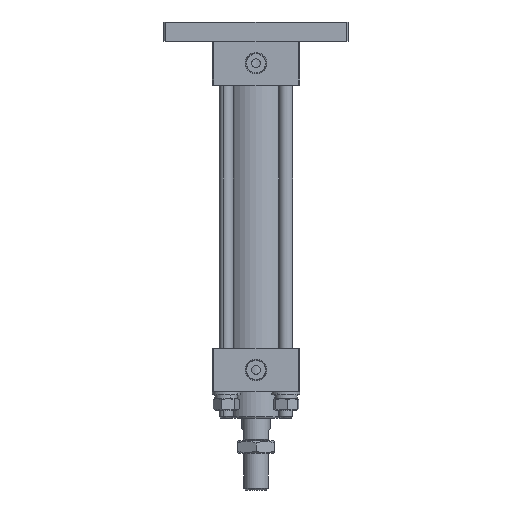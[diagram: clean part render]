
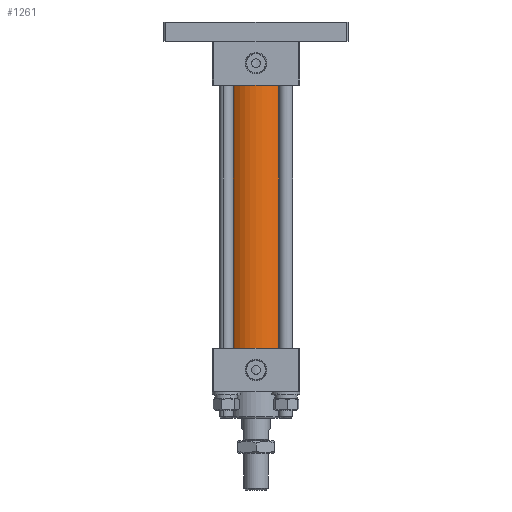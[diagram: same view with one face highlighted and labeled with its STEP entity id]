
A CAD part, front view. The second image highlights one B-rep face of the part: STEP entity #1261.
In plain terms, the highlighted cylindrical face has radius 18.5 mm (diameter 37 mm), a partial arc.
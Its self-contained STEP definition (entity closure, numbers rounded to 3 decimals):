
#293 = EDGE_CURVE ( 'NONE', #1034, #1039, #2399, .T. ) ;
#295 = EDGE_CURVE ( 'NONE', #1050, #1026, #2408, .T. ) ;
#297 = EDGE_CURVE ( 'NONE', #1050, #1034, #2411, .T. ) ;
#299 = EDGE_CURVE ( 'NONE', #1026, #1039, #2413, .T. ) ;
#884 = EDGE_LOOP ( 'NONE', ( #1616, #1617, #1618, #1619 ) ) ;
#1026 = VERTEX_POINT ( 'NONE', #5854 ) ;
#1034 = VERTEX_POINT ( 'NONE', #5862 ) ;
#1039 = VERTEX_POINT ( 'NONE', #5867 ) ;
#1050 = VERTEX_POINT ( 'NONE', #5878 ) ;
#1261 = ADVANCED_FACE ( 'NONE', ( #5493 ), #5497, .T. ) ;
#1616 = ORIENTED_EDGE ( 'NONE', *, *, #293, .F. ) ;
#1617 = ORIENTED_EDGE ( 'NONE', *, *, #297, .F. ) ;
#1618 = ORIENTED_EDGE ( 'NONE', *, *, #295, .T. ) ;
#1619 = ORIENTED_EDGE ( 'NONE', *, *, #299, .T. ) ;
#2399 = LINE ( 'NONE', #4423, #2407 ) ;
#2407 = VECTOR ( 'NONE', #4418, 1000. ) ;
#2408 = LINE ( 'NONE', #4427, #2410 ) ;
#2410 = VECTOR ( 'NONE', #4422, 1000. ) ;
#2411 = CIRCLE ( 'NONE', #4464, 18.5 ) ;
#2413 = CIRCLE ( 'NONE', #4466, 18.5 ) ;
#4093 = DIRECTION ( 'NONE',  ( 1., 0., 0. ) ) ;
#4418 = DIRECTION ( 'NONE',  ( 0., 0., -1. ) ) ;
#4422 = DIRECTION ( 'NONE',  ( 0., 0., -1. ) ) ;
#4423 = CARTESIAN_POINT ( 'NONE',  ( 18.5, 0., 150. ) ) ;
#4427 = CARTESIAN_POINT ( 'NONE',  ( -18.5, 0., 150. ) ) ;
#4434 = CARTESIAN_POINT ( 'NONE',  ( 0., 0., 150. ) ) ;
#4435 = DIRECTION ( 'NONE',  ( 0., 0., 1. ) ) ;
#4464 = AXIS2_PLACEMENT_3D ( 'NONE', #4434, #4435, #4093 ) ;
#4466 = AXIS2_PLACEMENT_3D ( 'NONE', #4862, #4863, #4864 ) ;
#4673 = AXIS2_PLACEMENT_3D ( 'NONE', #6498, #6497, #6494 ) ;
#4862 = CARTESIAN_POINT ( 'NONE',  ( 0., 0., 0. ) ) ;
#4863 = DIRECTION ( 'NONE',  ( 0., 0., 1. ) ) ;
#4864 = DIRECTION ( 'NONE',  ( 1., 0., 0. ) ) ;
#5493 = FACE_OUTER_BOUND ( 'NONE', #884, .T. ) ;
#5497 = CYLINDRICAL_SURFACE ( 'NONE', #4673, 18.5 ) ;
#5854 = CARTESIAN_POINT ( 'NONE',  ( -18.5, 0., 0. ) ) ;
#5862 = CARTESIAN_POINT ( 'NONE',  ( 18.5, 0., 150. ) ) ;
#5867 = CARTESIAN_POINT ( 'NONE',  ( 18.5, 0., 0. ) ) ;
#5878 = CARTESIAN_POINT ( 'NONE',  ( -18.5, 0., 150. ) ) ;
#6494 = DIRECTION ( 'NONE',  ( -1., 0., 0. ) ) ;
#6497 = DIRECTION ( 'NONE',  ( 0., 0., -1. ) ) ;
#6498 = CARTESIAN_POINT ( 'NONE',  ( 0., 0., 150. ) ) ;
